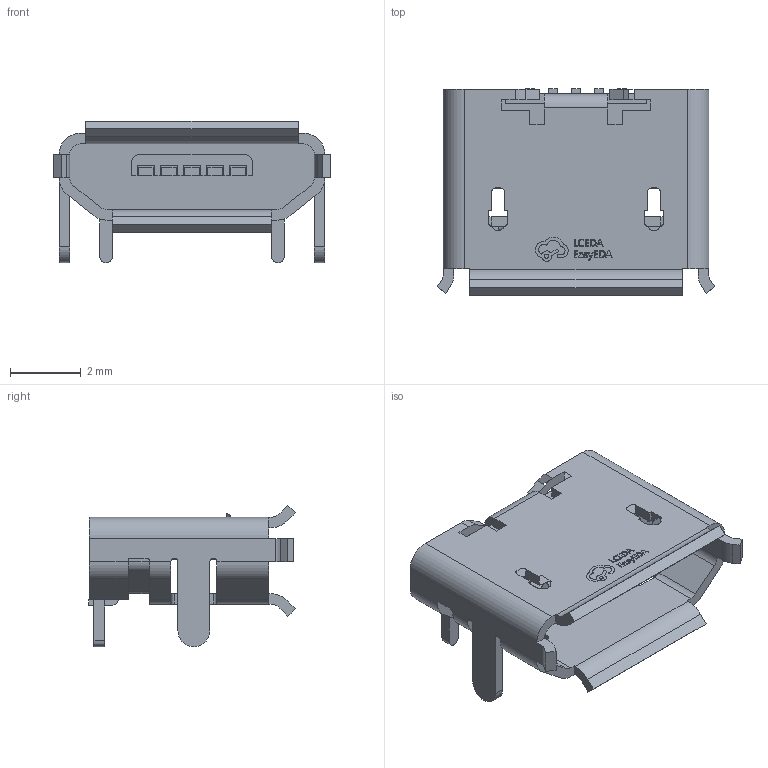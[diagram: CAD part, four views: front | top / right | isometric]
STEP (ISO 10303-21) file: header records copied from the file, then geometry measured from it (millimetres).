
FILE_DESCRIPTION (( 'STEP AP214' ), '1' );
FILE_NAME ('MicroXNJ.STEP', '2024-03-01T04:54:18', ( '' ), ( '' ), 'SwSTEP 2.0', 'SolidWorks 2022', '' );
FILE_SCHEMA (( 'AUTOMOTIVE_DESIGN' ));
Length unit declared in the file: millimetre
Products named in the file (1): MicroXNJ
Bounding box: 7.84 x 5.83 x 3.99 mm (x, y, z)
Surface area: 261.9 mm2 (no closed solid volume)
Topology: 0 solids, 15 shells, 225 faces, 1194 edges, 943 vertices
Faces by surface type: plane 170, cylinder 54, bspline 1
Entity records: 14717 total; most frequent: CARTESIAN_POINT 3276, ORIENTED_EDGE 1762, DIRECTION 1627, EDGE_CURVE 1194, VERTEX_POINT 943, LINE 837, VECTOR 837, AXIS2_PLACEMENT_3D 395
